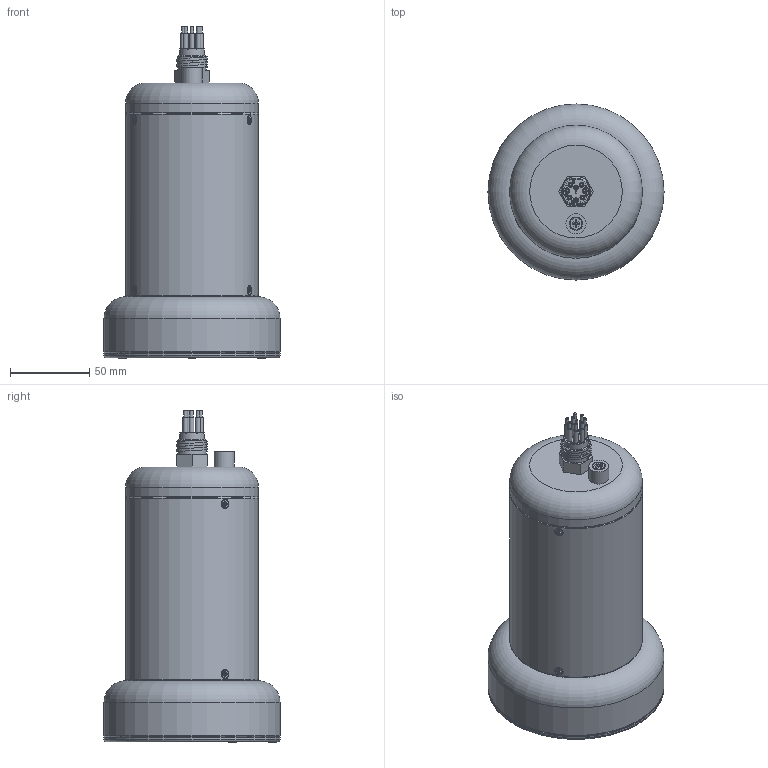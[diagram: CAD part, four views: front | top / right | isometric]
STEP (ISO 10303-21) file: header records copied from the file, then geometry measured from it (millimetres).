
FILE_DESCRIPTION(/* description */ (''),/* implementation_level */ '2;1');
FILE_NAME(/* name */ 'AR109_Wolffish.stp',/* time_stamp */ '2022-10-05T13:44:49-04:00',/* author */ ('lfrey'),/* organization */ (''),/* preprocessor_version */ 'ST-DEVELOPER v19',/* originating_system */ 'Autodesk Inventor 2023',/* authorisation */ '');
FILE_SCHEMA (('AUTOMOTIVE_DESIGN { 1 0 10303 214 3 1 1 }'));
Length unit declared in the file: inch
Products named in the file (14): WolffishDC; DF3_Endcap; TestWindow; Bezel; Dragonfish2_Backshell; AR5800-000-050 Rev A - WHT Array; AR5800-000-051 Rev A - RED Array; Wolffish_Reflector_70deg; Endcap; mcbh8m; Anode; ANSI B18.6.3 - 8-32 x 3/4, CRFCHMSTII(4); ANSI B18.6.3 - 4-40 x 3/4, CRFCHMSTII(4); ANSI B18.6.3 - 4-40 x 5/16, CRFCHMSTII(4)
Assembly tree (25 placements, depth 2):
  WolffishDC
    DF3_Endcap
    TestWindow
    Bezel
    Dragonfish2_Backshell
    AR5800-000-050 Rev A - WHT Array
    AR5800-000-051 Rev A - RED Array
    Wolffish_Reflector_70deg
    Endcap
    mcbh8m
    Anode
    ANSI B18.6.3 - 8-32 x 3/4, CRFCHMSTII(4)
    ANSI B18.6.3 - 4-40 x 3/4, CRFCHMSTII(4)  x8
    ANSI B18.6.3 - 4-40 x 5/16, CRFCHMSTII(4)  x6
Bounding box: 111.12 x 111.12 x 209.6 mm (x, y, z)
Volume: 781549.7 mm3; surface area: 191263.3 mm2
Topology: 97 solids, 97 shells, 3786 faces, 9420 edges, 6033 vertices
Faces by surface type: plane 2723, cone 452, cylinder 335, torus 112, bspline 92, sphere 72
Full cylindrical faces by diameter (mm): 0.063 x144, 0.3 x48, 0.97 x2, 2 x8, 2.156 x10, 2.159 x6, 2.642 x2, 2.845 x14, 2.946 x16, 3 x8, 3.302 x1, 4.166 x1, 4.318 x1, 4.953 x14, 7.417 x1, 8 x1, 9.5 x1, 9.525 x1, 9.728 x1, 11 x12, 11.11 x7, 12.5 x1, 12.7 x1, 15.5 x1, 16 x1, 17.9 x2, 18 x1, 19 x2, 25 x1, 59.436 x2
Entity records: 107379 total; most frequent: CARTESIAN_POINT 24831, ORIENTED_EDGE 16136, DIRECTION 16031, EDGE_CURVE 8068, LINE 5911, VECTOR 5911, VERTEX_POINT 5217, AXIS2_PLACEMENT_3D 5060
